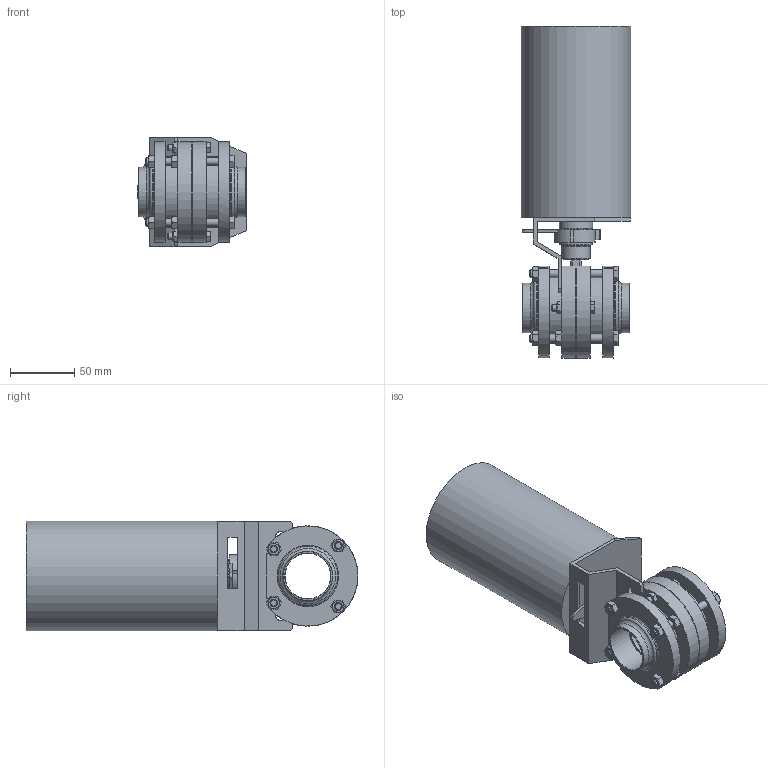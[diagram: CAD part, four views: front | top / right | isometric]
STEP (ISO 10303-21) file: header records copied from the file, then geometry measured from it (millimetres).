
FILE_DESCRIPTION( ( 'STEP AP203' ), ' ' );
FILE_NAME( '9612628481.stp', '2017-01-13T10:59:50', ( '' ), ( '' ), ' ', 'PARTsolutions', ' ' );
FILE_SCHEMA( ( 'CONFIG_CONTROL_DESIGN' ) );
Length unit declared in the file: millimetre
Products named in the file (8): 9612628481; _LKB-F Butterfly H15; _LKB-F Flange (H150851); _LKB-F Flange H15 2; _Mounting Bracket LKLA 085 H15; _LKLA Without coupling 085; _Coupling LKLA 085 Doc clutch H15; _Activation ring H15
Assembly tree (7 placements, depth 2):
  9612628481
    _LKB-F Butterfly H15
    _LKB-F Flange (H150851)
    _LKB-F Flange H15 2
    _Mounting Bracket LKLA 085 H15
    _LKLA Without coupling 085
    _Coupling LKLA 085 Doc clutch H15
    _Activation ring H15
Bounding box: 85 x 258.28 x 85 mm (x, y, z)
Volume: 1067843.7 mm3; surface area: 138878.2 mm2
Topology: 7 solids, 9 shells, 357 faces, 844 edges, 532 vertices
Faces by surface type: plane 194, cylinder 77, cone 73, torus 13
Full cylindrical faces by diameter (mm): 4.917 x4, 5 x4, 5.5 x2, 6 x6, 6.5 x2, 7 x8, 8.5 x2, 22 x1, 25 x2, 26 x1, 34 x1, 35.5 x4, 38.6 x2, 39.1 x2, 46 x2, 46.5 x2, 55 x2, 85 x1
Entity records: 10548 total; most frequent: CARTESIAN_POINT 2681, DIRECTION 1531, ORIENTED_EDGE 1448, EDGE_CURVE 724, AXIS2_PLACEMENT_3D 614, EDGE_LOOP 522, VERTEX_POINT 508, FACE_OUTER_BOUND 418
